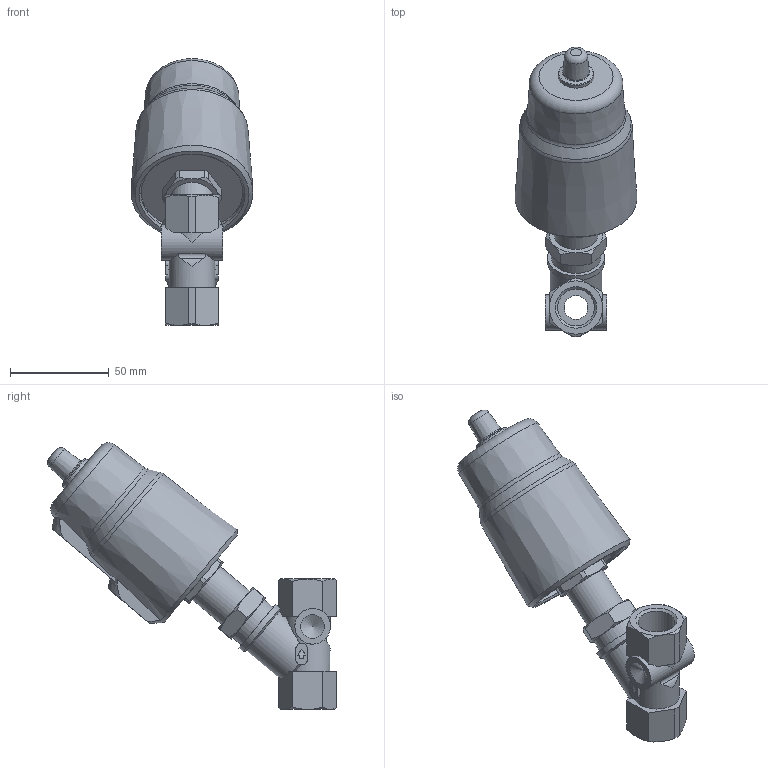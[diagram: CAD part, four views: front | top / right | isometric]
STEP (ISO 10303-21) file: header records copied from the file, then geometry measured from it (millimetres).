
FILE_DESCRIPTION(/* description */ ('STEP AP214'),/* implementation_level */ '2;1');
FILE_NAME(/* name */ '3535620_VZXF-L-M22C-M-B-G12-120-M1-H3B1T-50-16',/* time_stamp */ '2024-09-18T12:41:45+02:00',/* author */ ('License CC BY-ND 4.0'),/* organization */ ('CADENAS'),/* preprocessor_version */ 'ST-DEVELOPER v19.3',/* originating_system */ 'PARTsolutions',/* authorisation */ ' ');
FILE_SCHEMA (('AUTOMOTIVE_DESIGN {1 0 10303 214 3 1 1}'));
Length unit declared in the file: millimetre
Products named in the file (2): 3535620 VZXF-L-M22C-M-B-G12-120-M1-H3B1T-50-16; 1001805 VZXF-L-M22C-M-B-G12-120-H3B1T-50-16---(V)
Assembly tree (1 placements, depth 2):
  3535620 VZXF-L-M22C-M-B-G12-120-M1-H3B1T-50-16
    1001805 VZXF-L-M22C-M-B-G12-120-H3B1T-50-16---(V)
Bounding box: 61.63 x 146.3 x 135 mm (x, y, z)
Volume: 255051.1 mm3; surface area: 35438.8 mm2
Topology: 1 solids, 1 shells, 162 faces, 408 edges, 260 vertices
Faces by surface type: plane 75, cone 52, cylinder 29, torus 6
Full cylindrical faces by diameter (mm): 8.566 x1, 12 x1, 18 x1, 18.2 x1, 18.631 x2, 22 x1, 25 x1, 29 x1, 51.7 x1
Entity records: 4929 total; most frequent: CARTESIAN_POINT 1282, ORIENTED_EDGE 748, DIRECTION 708, EDGE_CURVE 374, AXIS2_PLACEMENT_3D 297, VERTEX_POINT 253, FACE_BOUND 203, EDGE_LOOP 201
